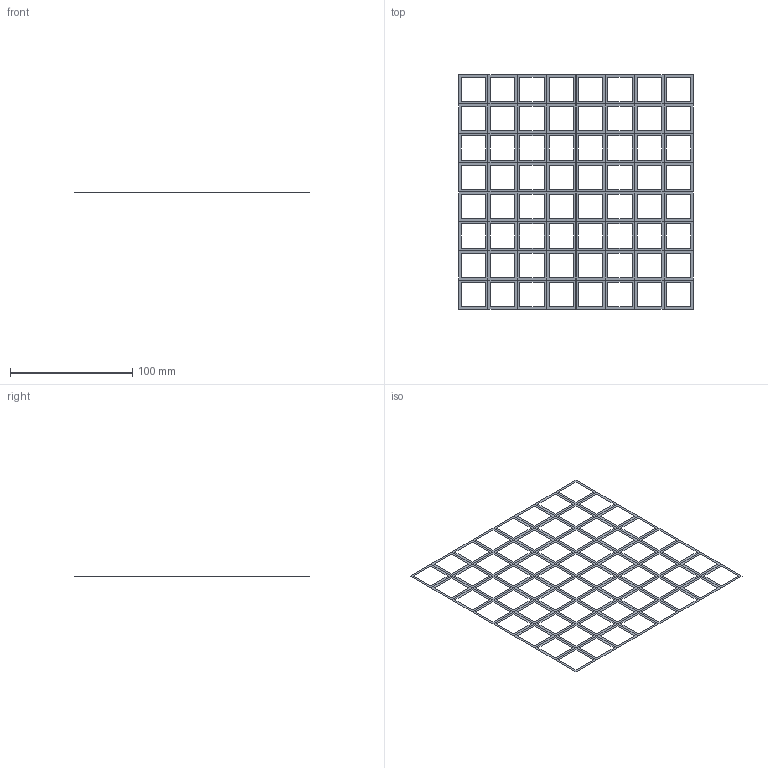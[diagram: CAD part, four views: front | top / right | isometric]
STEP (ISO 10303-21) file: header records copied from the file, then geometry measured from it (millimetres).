
FILE_DESCRIPTION (( 'STEP AP214' ), '1' );
FILE_NAME ('Dome_Base.STEP', '2021-04-09T01:58:36', ( '' ), ( '' ), 'SwSTEP 2.0', 'SolidWorks 2019', '' );
FILE_SCHEMA (( 'AUTOMOTIVE_DESIGN' ));
Length unit declared in the file: millimetre
Products named in the file (1): Dome_Base
Bounding box: 192 x 192 x 0 mm (x, y, z)
Surface area: 11264 mm2 (no closed solid volume)
Topology: 0 solids, 61 shells, 64 faces, 508 edges, 505 vertices
Faces by surface type: plane 64
Entity records: 4793 total; most frequent: CARTESIAN_POINT 1078, DIRECTION 638, ORIENTED_EDGE 512, LINE 508, VECTOR 508, EDGE_CURVE 508, VERTEX_POINT 505, EDGE_LOOP 128
